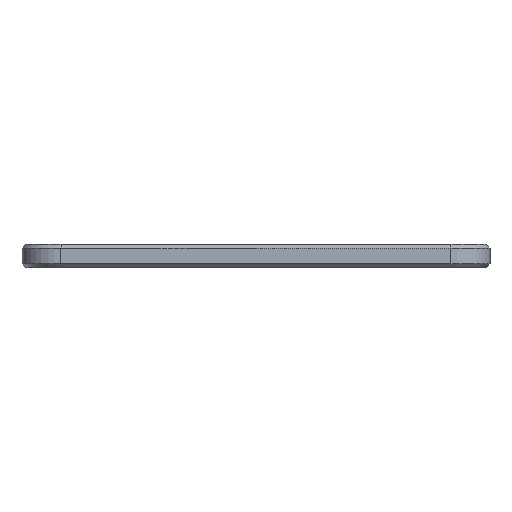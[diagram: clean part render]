
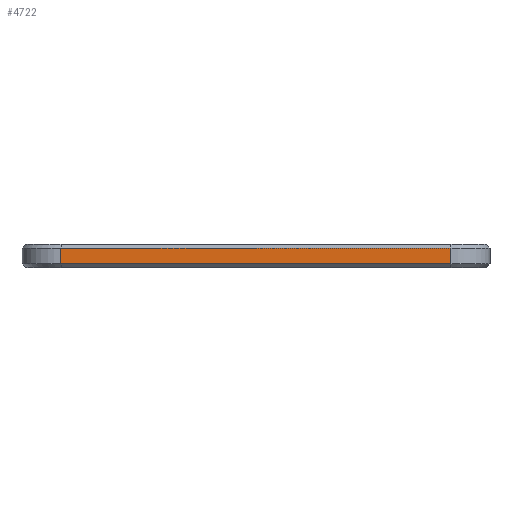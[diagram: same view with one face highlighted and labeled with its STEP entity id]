
A CAD part, left-side view. The second image highlights one B-rep face of the part: STEP entity #4722.
In plain terms, the highlighted planar face has unit normal (-1, 0, 0).
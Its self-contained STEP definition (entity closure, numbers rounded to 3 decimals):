
#3530 = PLANE('',#3531);
#3531 = AXIS2_PLACEMENT_3D('',#3532,#3533,#3534);
#3532 = CARTESIAN_POINT('',(-47.5,42.,2.5));
#3533 = DIRECTION('',(-0.707,0.,0.707));
#3534 = DIRECTION('',(0.,-1.,0.));
#3844 = VERTEX_POINT('',#3845);
#3845 = CARTESIAN_POINT('',(-47.5,25.,2.5));
#3860 = CYLINDRICAL_SURFACE('',#3861,5.);
#3861 = AXIS2_PLACEMENT_3D('',#3862,#3863,#3864);
#3862 = CARTESIAN_POINT('',(-42.5,25.,1.5));
#3863 = DIRECTION('',(0.,0.,1.));
#3864 = DIRECTION('',(0.,1.,-0.));
#3898 = EDGE_CURVE('',#3844,#3899,#3901,.T.);
#3899 = VERTEX_POINT('',#3900);
#3900 = CARTESIAN_POINT('',(-47.5,-25.,2.5));
#3901 = SURFACE_CURVE('',#3902,(#3906,#3913),.PCURVE_S1.);
#3902 = LINE('',#3903,#3904);
#3903 = CARTESIAN_POINT('',(-47.5,0.,2.5));
#3904 = VECTOR('',#3905,1.);
#3905 = DIRECTION('',(0.,-1.,0.));
#3906 = PCURVE('',#3530,#3907);
#3907 = DEFINITIONAL_REPRESENTATION('',(#3908),#3912);
#3908 = LINE('',#3909,#3910);
#3909 = CARTESIAN_POINT('',(42.,0.));
#3910 = VECTOR('',#3911,1.);
#3911 = DIRECTION('',(1.,0.));
#3912 = ( GEOMETRIC_REPRESENTATION_CONTEXT(2) 
PARAMETRIC_REPRESENTATION_CONTEXT() REPRESENTATION_CONTEXT('2D SPACE',''
  ) );
#3913 = PCURVE('',#3914,#3919);
#3914 = PLANE('',#3915);
#3915 = AXIS2_PLACEMENT_3D('',#3916,#3917,#3918);
#3916 = CARTESIAN_POINT('',(-47.5,-30.,0.));
#3917 = DIRECTION('',(1.,0.,0.));
#3918 = DIRECTION('',(-0.,1.,0.));
#3919 = DEFINITIONAL_REPRESENTATION('',(#3920),#3924);
#3920 = LINE('',#3921,#3922);
#3921 = CARTESIAN_POINT('',(30.,2.5));
#3922 = VECTOR('',#3923,1.);
#3923 = DIRECTION('',(-1.,0.));
#3924 = ( GEOMETRIC_REPRESENTATION_CONTEXT(2) 
PARAMETRIC_REPRESENTATION_CONTEXT() REPRESENTATION_CONTEXT('2D SPACE',''
  ) );
#3969 = CYLINDRICAL_SURFACE('',#3970,5.);
#3970 = AXIS2_PLACEMENT_3D('',#3971,#3972,#3973);
#3971 = CARTESIAN_POINT('',(-42.5,-25.,1.5));
#3972 = DIRECTION('',(0.,0.,1.));
#3973 = DIRECTION('',(-1.,0.,0.));
#4363 = PLANE('',#4364);
#4364 = AXIS2_PLACEMENT_3D('',#4365,#4366,#4367);
#4365 = CARTESIAN_POINT('',(-47.5,42.,0.5));
#4366 = DIRECTION('',(0.707,0.,0.707));
#4367 = DIRECTION('',(0.,-1.,0.));
#4722 = ADVANCED_FACE('',(#4723),#3914,.F.);
#4723 = FACE_BOUND('',#4724,.T.);
#4724 = EDGE_LOOP('',(#4725,#4750,#4771,#4772));
#4725 = ORIENTED_EDGE('',*,*,#4726,.T.);
#4726 = EDGE_CURVE('',#4727,#4729,#4731,.T.);
#4727 = VERTEX_POINT('',#4728);
#4728 = CARTESIAN_POINT('',(-47.5,25.,0.5));
#4729 = VERTEX_POINT('',#4730);
#4730 = CARTESIAN_POINT('',(-47.5,-25.,0.5));
#4731 = SURFACE_CURVE('',#4732,(#4736,#4743),.PCURVE_S1.);
#4732 = LINE('',#4733,#4734);
#4733 = CARTESIAN_POINT('',(-47.5,0.,0.5));
#4734 = VECTOR('',#4735,1.);
#4735 = DIRECTION('',(0.,-1.,0.));
#4736 = PCURVE('',#3914,#4737);
#4737 = DEFINITIONAL_REPRESENTATION('',(#4738),#4742);
#4738 = LINE('',#4739,#4740);
#4739 = CARTESIAN_POINT('',(30.,0.5));
#4740 = VECTOR('',#4741,1.);
#4741 = DIRECTION('',(-1.,0.));
#4742 = ( GEOMETRIC_REPRESENTATION_CONTEXT(2) 
PARAMETRIC_REPRESENTATION_CONTEXT() REPRESENTATION_CONTEXT('2D SPACE',''
  ) );
#4743 = PCURVE('',#4363,#4744);
#4744 = DEFINITIONAL_REPRESENTATION('',(#4745),#4749);
#4745 = LINE('',#4746,#4747);
#4746 = CARTESIAN_POINT('',(42.,0.));
#4747 = VECTOR('',#4748,1.);
#4748 = DIRECTION('',(1.,0.));
#4749 = ( GEOMETRIC_REPRESENTATION_CONTEXT(2) 
PARAMETRIC_REPRESENTATION_CONTEXT() REPRESENTATION_CONTEXT('2D SPACE',''
  ) );
#4750 = ORIENTED_EDGE('',*,*,#4751,.T.);
#4751 = EDGE_CURVE('',#4729,#3899,#4752,.T.);
#4752 = SURFACE_CURVE('',#4753,(#4757,#4764),.PCURVE_S1.);
#4753 = LINE('',#4754,#4755);
#4754 = CARTESIAN_POINT('',(-47.5,-25.,1.5));
#4755 = VECTOR('',#4756,1.);
#4756 = DIRECTION('',(0.,0.,1.));
#4757 = PCURVE('',#3914,#4758);
#4758 = DEFINITIONAL_REPRESENTATION('',(#4759),#4763);
#4759 = LINE('',#4760,#4761);
#4760 = CARTESIAN_POINT('',(5.,1.5));
#4761 = VECTOR('',#4762,1.);
#4762 = DIRECTION('',(0.,1.));
#4763 = ( GEOMETRIC_REPRESENTATION_CONTEXT(2) 
PARAMETRIC_REPRESENTATION_CONTEXT() REPRESENTATION_CONTEXT('2D SPACE',''
  ) );
#4764 = PCURVE('',#3969,#4765);
#4765 = DEFINITIONAL_REPRESENTATION('',(#4766),#4770);
#4766 = LINE('',#4767,#4768);
#4767 = CARTESIAN_POINT('',(0.,0.));
#4768 = VECTOR('',#4769,1.);
#4769 = DIRECTION('',(0.,1.));
#4770 = ( GEOMETRIC_REPRESENTATION_CONTEXT(2) 
PARAMETRIC_REPRESENTATION_CONTEXT() REPRESENTATION_CONTEXT('2D SPACE',''
  ) );
#4771 = ORIENTED_EDGE('',*,*,#3898,.F.);
#4772 = ORIENTED_EDGE('',*,*,#4773,.F.);
#4773 = EDGE_CURVE('',#4727,#3844,#4774,.T.);
#4774 = SURFACE_CURVE('',#4775,(#4779,#4786),.PCURVE_S1.);
#4775 = LINE('',#4776,#4777);
#4776 = CARTESIAN_POINT('',(-47.5,25.,1.5));
#4777 = VECTOR('',#4778,1.);
#4778 = DIRECTION('',(0.,0.,1.));
#4779 = PCURVE('',#3914,#4780);
#4780 = DEFINITIONAL_REPRESENTATION('',(#4781),#4785);
#4781 = LINE('',#4782,#4783);
#4782 = CARTESIAN_POINT('',(55.,1.5));
#4783 = VECTOR('',#4784,1.);
#4784 = DIRECTION('',(0.,1.));
#4785 = ( GEOMETRIC_REPRESENTATION_CONTEXT(2) 
PARAMETRIC_REPRESENTATION_CONTEXT() REPRESENTATION_CONTEXT('2D SPACE',''
  ) );
#4786 = PCURVE('',#3860,#4787);
#4787 = DEFINITIONAL_REPRESENTATION('',(#4788),#4792);
#4788 = LINE('',#4789,#4790);
#4789 = CARTESIAN_POINT('',(1.571,0.));
#4790 = VECTOR('',#4791,1.);
#4791 = DIRECTION('',(0.,1.));
#4792 = ( GEOMETRIC_REPRESENTATION_CONTEXT(2) 
PARAMETRIC_REPRESENTATION_CONTEXT() REPRESENTATION_CONTEXT('2D SPACE',''
  ) );
